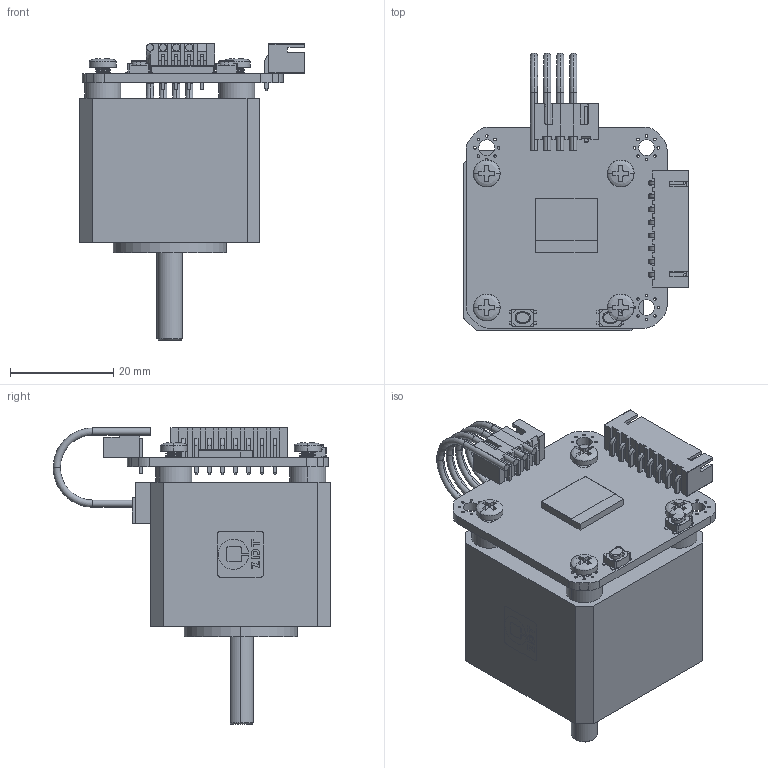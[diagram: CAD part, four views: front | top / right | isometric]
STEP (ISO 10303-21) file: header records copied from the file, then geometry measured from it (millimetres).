
FILE_DESCRIPTION (( 'STEP AP214' ), '1' );
FILE_NAME ('ZDT_X35_L28Motor.step', '2025-07-05T23:22:19', ( '' ), ( '' ), 'SwSTEP 2.0', 'SolidWorks 2022', '' );
FILE_SCHEMA (( 'AUTOMOTIVE_DESIGN' ));
Length unit declared in the file: millimetre
Products named in the file (22): Next.step.STEP; WIRE_2.54.STEP; ts-1145a-b-a_White.step.STEP; ZDT_X35_V1.2_PCB.step.STEP; Extruded-1.step.STEP; M3x6mm_Phillips.STEP; 6308926992.step.STEP; J1.step.STEP; ZDT_X35_L28Motor.STEP; Enter.step.STEP; XH2.54-8P_H.step.STEP; Board.step.STEP; ZDT_X35_L28Motor; J3.step.STEP; 6308926832.step.STEP; 35_STEPPER_MOTOR.STEP; Open CASCADE STEP translator 6.8 4.1.1.step.STEP; SHIM_3x7x3.STEP; User_Library-XH2_54-4P-AW.step.STEP; Extruded.step.STEP; J6.step.STEP; XH2.54-8P_H-0.step.STEP
Assembly tree (28 placements, depth 6):
  ZDT_X35_L28Motor
    ZDT_X35_L28Motor.STEP
      ZDT_X35_V1.2_PCB.step.STEP
        Board.step.STEP
          Open CASCADE STEP translator 6.8 4.1.1.step.STEP
        J6.step.STEP
          User_Library-XH2_54-4P-AW.step.STEP
        Enter.step.STEP
          ts-1145a-b-a_White.step.STEP
        J1.step.STEP
          6308926992.step.STEP
            Extruded.step.STEP
          6308926832.step.STEP
            Extruded-1.step.STEP
        J3.step.STEP
          XH2.54-8P_H.step.STEP
            XH2.54-8P_H-0.step.STEP
        Next.step.STEP
          ts-1145a-b-a_White.step.STEP
      35_STEPPER_MOTOR.STEP
      SHIM_3x7x3.STEP  x4
      M3x6mm_Phillips.STEP  x4
      WIRE_2.54.STEP
Bounding box: 43.65 x 53.9 x 57.56 mm (x, y, z)
Volume: 39275.8 mm3; surface area: 16137.4 mm2
Topology: 23 solids, 23 shells, 2031 faces, 5536 edges, 3644 vertices
Faces by surface type: plane 1605, cylinder 359, bspline 36, torus 20, cone 11
Entity records: 43603 total; most frequent: CARTESIAN_POINT 9061, ORIENTED_EDGE 6922, DIRECTION 6375, EDGE_CURVE 3461, LINE 2917, VECTOR 2917, VERTEX_POINT 2271, AXIS2_PLACEMENT_3D 1729
